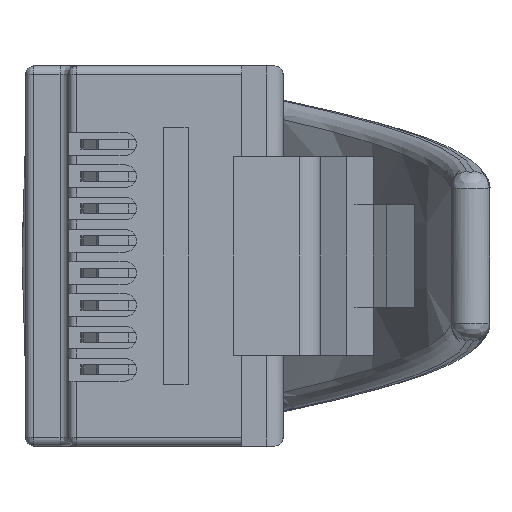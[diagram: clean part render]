
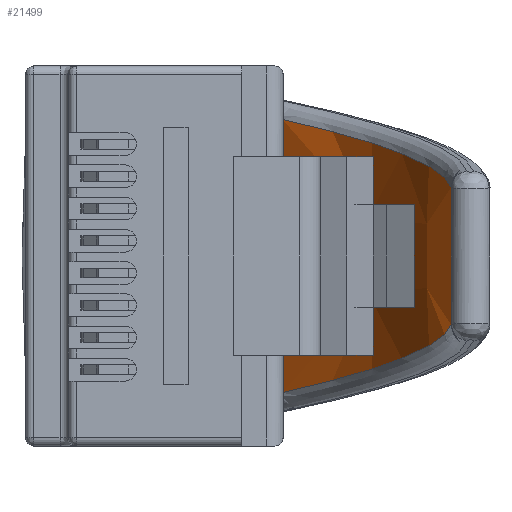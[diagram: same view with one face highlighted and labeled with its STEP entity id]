
A CAD part, left-side view. The second image highlights one B-rep face of the part: STEP entity #21499.
In plain terms, the highlighted free-form (B-spline) face has degree [3, 3] with [4, 4] control points.
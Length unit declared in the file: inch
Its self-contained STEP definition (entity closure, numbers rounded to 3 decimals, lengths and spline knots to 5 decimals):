
#9129 = FACE_OUTER_BOUND ( 'NONE', #21500, .T. ) ;
#9199 = CARTESIAN_POINT ( 'NONE',  ( 0.09263, 0.35912, 0.50625 ) ) ;
#9200 = CARTESIAN_POINT ( 'NONE',  ( 0.11754, 0.3515, 0.35785 ) ) ;
#9201 = CARTESIAN_POINT ( 'NONE',  ( 0.14246, 0.27608, 0.22123 ) ) ;
#9202 = CARTESIAN_POINT ( 'NONE',  ( 0.16737, 0.15495, 0.13566 ) ) ;
#9203 = CARTESIAN_POINT ( 'NONE',  ( 0.03088, 0.35912, 0.50625 ) ) ;
#9204 = CARTESIAN_POINT ( 'NONE',  ( 0.03918, 0.3515, 0.35785 ) ) ;
#9205 = CARTESIAN_POINT ( 'NONE',  ( 0.04749, 0.27608, 0.22123 ) ) ;
#9206 = CARTESIAN_POINT ( 'NONE',  ( 0.05579, 0.15495, 0.13566 ) ) ;
#9207 = CARTESIAN_POINT ( 'NONE',  ( -0.03088, 0.35912, 0.50625 ) ) ;
#9208 = CARTESIAN_POINT ( 'NONE',  ( -0.03918, 0.3515, 0.35785 ) ) ;
#9209 = CARTESIAN_POINT ( 'NONE',  ( -0.04749, 0.27608, 0.22123 ) ) ;
#9210 = CARTESIAN_POINT ( 'NONE',  ( -0.05579, 0.15495, 0.13566 ) ) ;
#9211 = CARTESIAN_POINT ( 'NONE',  ( -0.09263, 0.35912, 0.50625 ) ) ;
#9212 = CARTESIAN_POINT ( 'NONE',  ( -0.11754, 0.3515, 0.35785 ) ) ;
#9213 = CARTESIAN_POINT ( 'NONE',  ( -0.14246, 0.27608, 0.22123 ) ) ;
#9214 = CARTESIAN_POINT ( 'NONE',  ( -0.16737, 0.15495, 0.13566 ) ) ;
#9218 = B_SPLINE_SURFACE_WITH_KNOTS ( 'NONE', 3, 3, ( 
 ( #9214, #9213, #9212, #9211 ),
 ( #9210, #9209, #9208, #9207 ),
 ( #9206, #9205, #9204, #9203 ),
 ( #9202, #9201, #9200, #9199 ) ),
 .UNSPECIFIED., .F., .F., .F.,
 ( 4, 4 ),
 ( 4, 4 ),
 ( 0.04858, 0.95142 ),
 ( 0.06069, 0.95493 ),
 .UNSPECIFIED. ) ;
#9366 = CARTESIAN_POINT ( 'NONE',  ( -0.23, 0.15495, 0.13566 ) ) ;
#9367 = LINE ( 'NONE', #9366, #9419 ) ;
#9418 = DIRECTION ( 'NONE',  ( -1., 0., 0. ) ) ;
#9419 = VECTOR ( 'NONE', #9418, 39.37008 ) ;
#21499 = ADVANCED_FACE ( 'NONE', ( #9129 ), #9218, .T. ) ;
#21500 = EDGE_LOOP ( 'NONE', ( #21501, #21502, #21503, #21558 ) ) ;
#21501 = ORIENTED_EDGE ( 'NONE', *, *, #23920, .T. ) ;
#21502 = ORIENTED_EDGE ( 'NONE', *, *, #23929, .T. ) ;
#21503 = ORIENTED_EDGE ( 'NONE', *, *, #23933, .T. ) ;
#21558 = ORIENTED_EDGE ( 'NONE', *, *, #21559, .F. ) ;
#21559 = EDGE_CURVE ( 'NONE', #23861, #23851, #9367, .T. ) ;
#23851 = VERTEX_POINT ( 'NONE', #26875 ) ;
#23861 = VERTEX_POINT ( 'NONE', #26931 ) ;
#23920 = EDGE_CURVE ( 'NONE', #23861, #25718, #27289, .T. ) ;
#23929 = EDGE_CURVE ( 'NONE', #25718, #25739, #27385, .T. ) ;
#23933 = EDGE_CURVE ( 'NONE', #25739, #23851, #27480, .T. ) ;
#25718 = VERTEX_POINT ( 'NONE', #31359 ) ;
#25739 = VERTEX_POINT ( 'NONE', #31461 ) ;
#26875 = CARTESIAN_POINT ( 'NONE',  ( -0.16538, 0.15495, 0.13566 ) ) ;
#26931 = CARTESIAN_POINT ( 'NONE',  ( 0.16538, 0.15495, 0.13566 ) ) ;
#27289 = B_SPLINE_CURVE_WITH_KNOTS ( 'NONE', 3,
 ( #27323, #27322, #27321, #27320, #27319, #27318, #27317, #27316, #27315, #27314, #27313, #27312, #27311, #27310, #27309, #27308, #27307, #27306, #27305, #27304 ),
 .UNSPECIFIED., .F., .F.,
 ( 4, 2, 2, 2, 1, 1, 1, 1, 2, 2, 2, 4 ),
 ( 0., 0.25, 0.375, 0.4375, 0.46875, 0.48437, 0.49219, 0.49609, 0.49805, 0.5, 0.75, 1. ),
 .UNSPECIFIED. ) ;
#27304 = CARTESIAN_POINT ( 'NONE',  ( 0.0826, 0.35912, 0.50625 ) ) ;
#27305 = CARTESIAN_POINT ( 'NONE',  ( 0.08835, 0.35753, 0.47531 ) ) ;
#27306 = CARTESIAN_POINT ( 'NONE',  ( 0.09467, 0.35284, 0.44175 ) ) ;
#27307 = CARTESIAN_POINT ( 'NONE',  ( 0.10846, 0.33407, 0.37127 ) ) ;
#27308 = CARTESIAN_POINT ( 'NONE',  ( 0.11594, 0.31997, 0.33434 ) ) ;
#27309 = CARTESIAN_POINT ( 'NONE',  ( 0.12404, 0.29943, 0.29708 ) ) ;
#27310 = CARTESIAN_POINT ( 'NONE',  ( 0.12408, 0.29935, 0.29694 ) ) ;
#27311 = CARTESIAN_POINT ( 'NONE',  ( 0.12417, 0.29911, 0.2965 ) ) ;
#27312 = CARTESIAN_POINT ( 'NONE',  ( 0.12431, 0.29875, 0.29585 ) ) ;
#27313 = CARTESIAN_POINT ( 'NONE',  ( 0.12464, 0.2979, 0.29433 ) ) ;
#27314 = CARTESIAN_POINT ( 'NONE',  ( 0.12531, 0.29619, 0.29129 ) ) ;
#27315 = CARTESIAN_POINT ( 'NONE',  ( 0.12665, 0.29269, 0.2852 ) ) ;
#27316 = CARTESIAN_POINT ( 'NONE',  ( 0.12781, 0.28954, 0.27997 ) ) ;
#27317 = CARTESIAN_POINT ( 'NONE',  ( 0.13016, 0.28307, 0.2695 ) ) ;
#27318 = CARTESIAN_POINT ( 'NONE',  ( 0.13175, 0.2785, 0.26251 ) ) ;
#27319 = CARTESIAN_POINT ( 'NONE',  ( 0.1366, 0.264, 0.24156 ) ) ;
#27320 = CARTESIAN_POINT ( 'NONE',  ( 0.13994, 0.25327, 0.22762 ) ) ;
#27321 = CARTESIAN_POINT ( 'NONE',  ( 0.15029, 0.21753, 0.1864 ) ) ;
#27322 = CARTESIAN_POINT ( 'NONE',  ( 0.15762, 0.18899, 0.15971 ) ) ;
#27323 = CARTESIAN_POINT ( 'NONE',  ( 0.16538, 0.15495, 0.13566 ) ) ;
#27385 = LINE ( 'NONE', #27453, #27452 ) ;
#27451 = DIRECTION ( 'NONE',  ( -1., 0., 0. ) ) ;
#27452 = VECTOR ( 'NONE', #27451, 39.37008 ) ;
#27453 = CARTESIAN_POINT ( 'NONE',  ( 0., 0.35912, 0.50625 ) ) ;
#27456 = CARTESIAN_POINT ( 'NONE',  ( -0.16538, 0.15495, 0.13566 ) ) ;
#27457 = CARTESIAN_POINT ( 'NONE',  ( -0.15762, 0.18899, 0.15971 ) ) ;
#27458 = CARTESIAN_POINT ( 'NONE',  ( -0.15029, 0.21753, 0.1864 ) ) ;
#27459 = CARTESIAN_POINT ( 'NONE',  ( -0.13649, 0.26518, 0.24135 ) ) ;
#27460 = CARTESIAN_POINT ( 'NONE',  ( -0.13002, 0.28429, 0.26962 ) ) ;
#27461 = CARTESIAN_POINT ( 'NONE',  ( -0.12393, 0.29971, 0.29759 ) ) ;
#27462 = CARTESIAN_POINT ( 'NONE',  ( -0.12386, 0.29991, 0.29795 ) ) ;
#27463 = CARTESIAN_POINT ( 'NONE',  ( -0.12373, 0.30023, 0.29853 ) ) ;
#27464 = CARTESIAN_POINT ( 'NONE',  ( -0.12354, 0.3007, 0.29939 ) ) ;
#27465 = CARTESIAN_POINT ( 'NONE',  ( -0.1231, 0.3018, 0.30142 ) ) ;
#27466 = CARTESIAN_POINT ( 'NONE',  ( -0.12223, 0.30396, 0.30546 ) ) ;
#27467 = CARTESIAN_POINT ( 'NONE',  ( -0.12049, 0.30817, 0.31354 ) ) ;
#27468 = CARTESIAN_POINT ( 'NONE',  ( -0.11903, 0.31156, 0.32047 ) ) ;
#27469 = CARTESIAN_POINT ( 'NONE',  ( -0.11612, 0.31806, 0.33429 ) ) ;
#27470 = CARTESIAN_POINT ( 'NONE',  ( -0.11421, 0.32202, 0.34347 ) ) ;
#27471 = CARTESIAN_POINT ( 'NONE',  ( -0.10861, 0.33289, 0.37086 ) ) ;
#27472 = CARTESIAN_POINT ( 'NONE',  ( -0.10501, 0.33876, 0.38889 ) ) ;
#27473 = CARTESIAN_POINT ( 'NONE',  ( -0.09467, 0.35284, 0.44175 ) ) ;
#27478 = CARTESIAN_POINT ( 'NONE',  ( -0.08835, 0.35753, 0.47531 ) ) ;
#27479 = CARTESIAN_POINT ( 'NONE',  ( -0.0826, 0.35912, 0.50625 ) ) ;
#27480 = B_SPLINE_CURVE_WITH_KNOTS ( 'NONE', 3,
 ( #27479, #27478, #27473, #27472, #27471, #27470, #27469, #27468, #27467, #27466, #27465, #27464, #27463, #27462, #27461, #27460, #27459, #27458, #27457, #27456 ),
 .UNSPECIFIED., .F., .F.,
 ( 4, 2, 2, 2, 1, 1, 1, 1, 2, 2, 2, 4 ),
 ( 0., 0.25, 0.375, 0.4375, 0.46875, 0.48438, 0.49219, 0.49609, 0.49805, 0.5, 0.75, 1. ),
 .UNSPECIFIED. ) ;
#31359 = CARTESIAN_POINT ( 'NONE',  ( 0.0826, 0.35912, 0.50625 ) ) ;
#31461 = CARTESIAN_POINT ( 'NONE',  ( -0.0826, 0.35912, 0.50625 ) ) ;
